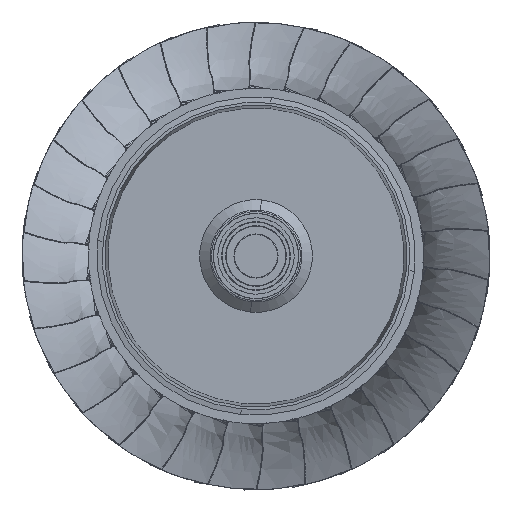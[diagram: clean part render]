
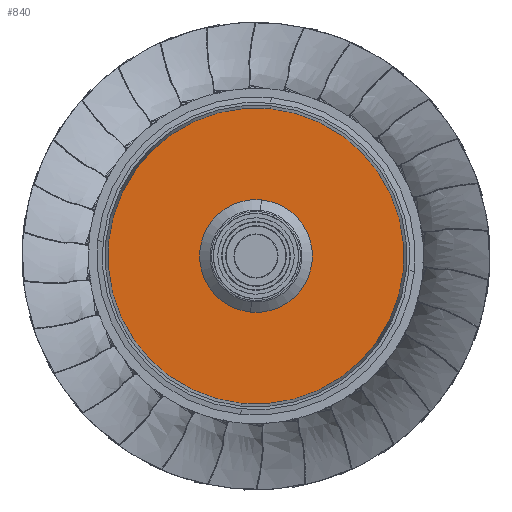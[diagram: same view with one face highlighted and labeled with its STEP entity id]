
A CAD part, front view. The second image highlights one B-rep face of the part: STEP entity #840.
In plain terms, the highlighted planar face has unit normal (0, -1, 0).
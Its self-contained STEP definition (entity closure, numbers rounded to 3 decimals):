
#840=ADVANCED_FACE('',(#2111,#2112),#2113,.T.);
#2111=FACE_OUTER_BOUND('',#3829,.T.);
#2112=FACE_BOUND('',#3830,.T.);
#2113=PLANE('',#3831);
#3829=EDGE_LOOP('',(#33583,#33584));
#3830=EDGE_LOOP('',(#33585,#33586));
#3831=AXIS2_PLACEMENT_3D('',#33587,#33588,#33589);
#33583=ORIENTED_EDGE('',*,*,#36766,.T.);
#33584=ORIENTED_EDGE('',*,*,#36742,.T.);
#33585=ORIENTED_EDGE('',*,*,#36763,.T.);
#33586=ORIENTED_EDGE('',*,*,#36747,.T.);
#33587=CARTESIAN_POINT('',(4.811,129.5,50.008));
#33588=DIRECTION('',(0.0,-1.0,0.0));
#33589=DIRECTION('',(0.995,0.0,-0.096));
#36742=EDGE_CURVE('',#38744,#38748,#38750,.T.);
#36747=EDGE_CURVE('',#38753,#38757,#38759,.F.);
#36763=EDGE_CURVE('',#38757,#38753,#38781,.F.);
#36766=EDGE_CURVE('',#38748,#38744,#38784,.T.);
#38744=VERTEX_POINT('',#41633);
#38748=VERTEX_POINT('',#41638);
#38750=CIRCLE('',#41641,54.282);
#38753=VERTEX_POINT('',#41644);
#38757=VERTEX_POINT('',#41649);
#38759=CIRCLE('',#41652,20.671);
#38781=CIRCLE('',#41678,20.671);
#38784=CIRCLE('',#41681,54.282);
#41633=CARTESIAN_POINT('',(-5.198,129.5,-54.032));
#41638=CARTESIAN_POINT('',(5.198,129.5,54.032));
#41641=AXIS2_PLACEMENT_3D('',#74705,#74706,#74707);
#41644=CARTESIAN_POINT('',(1.979,129.5,20.576));
#41649=CARTESIAN_POINT('',(-1.979,129.5,-20.576));
#41652=AXIS2_PLACEMENT_3D('',#74713,#74714,#74715);
#41678=AXIS2_PLACEMENT_3D('',#74738,#74739,#74740);
#41681=AXIS2_PLACEMENT_3D('',#74744,#74745,#74746);
#74705=CARTESIAN_POINT('',(0.0,129.5,0.0));
#74706=DIRECTION('',(0.0,-1.0,-0.0));
#74707=DIRECTION('',(-0.096,0.0,-0.995));
#74713=CARTESIAN_POINT('',(0.0,129.5,0.0));
#74714=DIRECTION('',(0.0,-1.0,0.0));
#74715=DIRECTION('',(0.096,0.0,0.995));
#74738=CARTESIAN_POINT('',(0.0,129.5,0.0));
#74739=DIRECTION('',(0.0,-1.0,0.0));
#74740=DIRECTION('',(0.096,0.0,0.995));
#74744=CARTESIAN_POINT('',(0.0,129.5,0.0));
#74745=DIRECTION('',(0.0,-1.0,-0.0));
#74746=DIRECTION('',(-0.096,0.0,-0.995));
